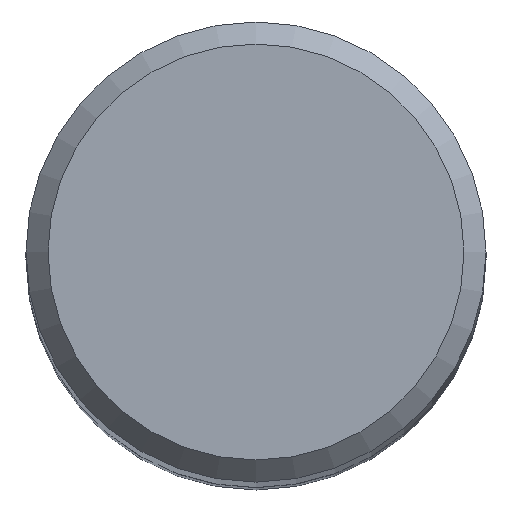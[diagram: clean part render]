
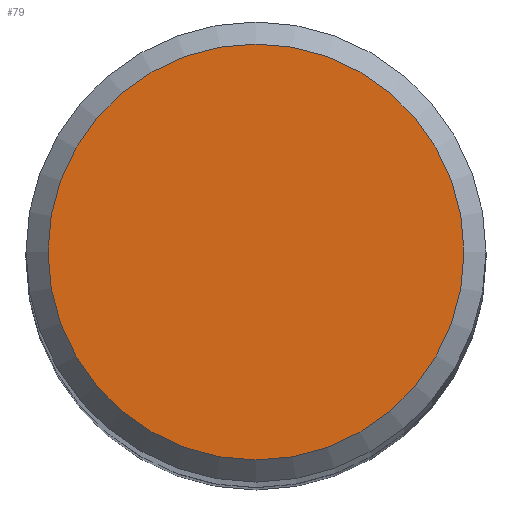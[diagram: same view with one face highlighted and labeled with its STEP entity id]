
A CAD part, top view. The second image highlights one B-rep face of the part: STEP entity #79.
In plain terms, the highlighted planar face has unit normal (0, 0, 1).
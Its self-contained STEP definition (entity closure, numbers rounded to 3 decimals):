
#79=ADVANCED_FACE('',(#104),#96,.T.);
#96=PLANE('',#371);
#104=FACE_OUTER_BOUND('',#118,.T.);
#118=EDGE_LOOP('',(#138));
#138=ORIENTED_EDGE('',*,*,#216,.F.);
#194=VERTEX_POINT('',#529);
#216=EDGE_CURVE('',#194,#194,#247,.T.);
#247=CIRCLE('',#370,2.87);
#370=AXIS2_PLACEMENT_3D('',#528,#419,#420);
#371=AXIS2_PLACEMENT_3D('',#530,#421,#422);
#419=DIRECTION('',(0.,0.,-1.));
#420=DIRECTION('',(-1.,0.,0.));
#421=DIRECTION('',(0.,0.,1.));
#422=DIRECTION('',(-1.,0.,0.));
#528=CARTESIAN_POINT('',(0.,0.,40.));
#529=CARTESIAN_POINT('',(-2.87,0.,40.));
#530=CARTESIAN_POINT('',(2.87,0.,40.));
